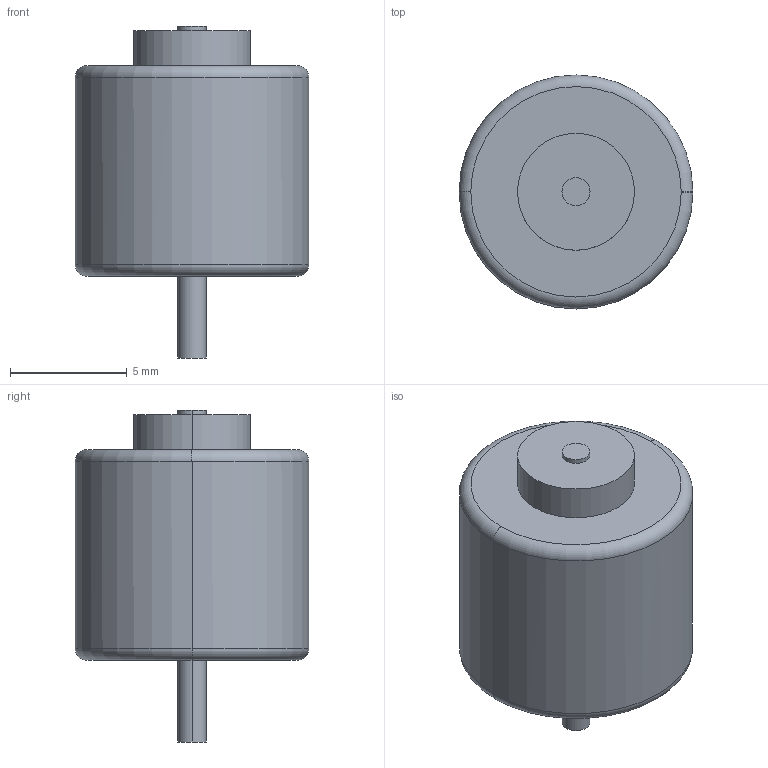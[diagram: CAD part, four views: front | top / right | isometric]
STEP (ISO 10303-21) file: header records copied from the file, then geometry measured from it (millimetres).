
FILE_DESCRIPTION(('produced by SPATIAL CORP'),'2;1');
FILE_NAME('motor.prt.hh.sat.stp' ,'2002-04-19T13:51:56+00:00',('SPATIAL CORP'),('SPATIAL CORP'), 'ACIS STEP Husk','http://www.spatial.com','SPATIAL CORP');
FILE_SCHEMA(('CONFIG_CONTROL_DESIGN'));
Length unit declared in the file: millimetre
Products named in the file (1): PRODUCT_ID_1
Bounding box: 10 x 10 x 14.2 mm (x, y, z)
Volume: 737.2 mm3; surface area: 463.6 mm2
Topology: 1 solids, 1 shells, 21 faces, 44 edges, 28 vertices
Faces by surface type: cylinder 8, torus 8, plane 5
Entity records: 627 total; most frequent: DIRECTION 106, ORIENTED_EDGE 88, CARTESIAN_POINT 85, AXIS2_PLACEMENT_3D 49, EDGE_CURVE 44, CIRCLE 32, VERTEX_POINT 28, EDGE_LOOP 24
